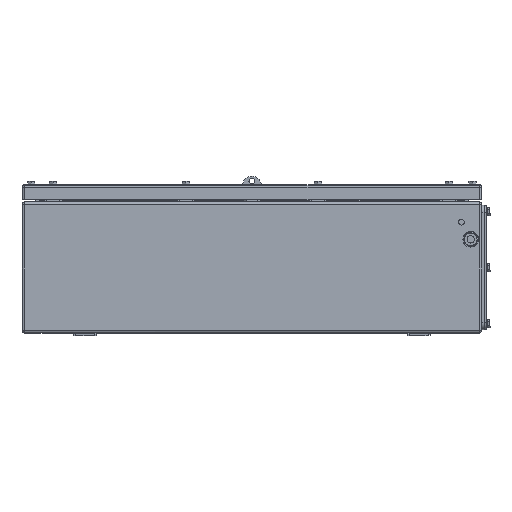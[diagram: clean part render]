
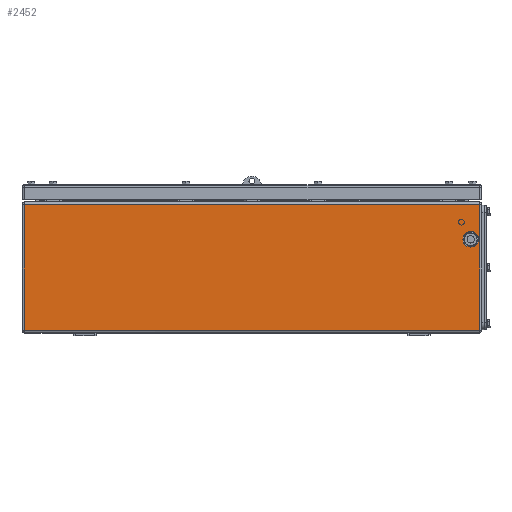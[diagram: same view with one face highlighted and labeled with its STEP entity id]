
A CAD part, left-side view. The second image highlights one B-rep face of the part: STEP entity #2452.
In plain terms, the highlighted planar face has unit normal (-1, 0, 0).
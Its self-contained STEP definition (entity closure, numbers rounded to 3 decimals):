
#2367=AXIS2_PLACEMENT_3D('Plane Axis2P3D',#2364,#2365,#2366) ;
#1650=CARTESIAN_POINT('Vertex',(25.5,14.,176.5)) ;
#1653=CARTESIAN_POINT('Line Origine',(25.5,14.,180.5)) ;
#1657=CARTESIAN_POINT('Vertex',(25.5,14.,7.5)) ;
#2364=CARTESIAN_POINT('Axis2P3D Location',(25.5,631.,180.5)) ;
#2369=CARTESIAN_POINT('Line Origine',(25.5,628.,92.)) ;
#2373=CARTESIAN_POINT('Vertex',(25.5,628.,176.5)) ;
#2375=CARTESIAN_POINT('Vertex',(25.5,628.,7.5)) ;
#2378=CARTESIAN_POINT('Line Origine',(25.5,321.,7.5)) ;
#2383=CARTESIAN_POINT('Line Origine',(25.5,321.,176.5)) ;
#2394=CARTESIAN_POINT('Line Origine',(25.5,31.15,130.)) ;
#2398=CARTESIAN_POINT('Vertex',(25.5,31.15,134.96)) ;
#2400=CARTESIAN_POINT('Vertex',(25.5,31.15,125.04)) ;
#2404=CARTESIAN_POINT('Control Point',(25.5,20.85,134.96)) ;
#2405=CARTESIAN_POINT('Control Point',(25.5,21.304,135.432)) ;
#2406=CARTESIAN_POINT('Control Point',(25.5,21.813,135.851)) ;
#2407=CARTESIAN_POINT('Control Point',(25.5,22.367,136.211)) ;
#2408=CARTESIAN_POINT('Control Point',(25.5,23.549,136.796)) ;
#2409=CARTESIAN_POINT('Control Point',(25.5,24.832,137.1)) ;
#2410=CARTESIAN_POINT('Control Point',(25.5,25.488,137.177)) ;
#2411=CARTESIAN_POINT('Control Point',(25.5,26.806,137.18)) ;
#2412=CARTESIAN_POINT('Control Point',(25.5,28.091,136.885)) ;
#2413=CARTESIAN_POINT('Control Point',(25.5,28.714,136.664)) ;
#2414=CARTESIAN_POINT('Control Point',(25.5,29.609,136.225)) ;
#2415=CARTESIAN_POINT('Control Point',(25.5,30.411,135.642)) ;
#2416=CARTESIAN_POINT('Control Point',(25.5,30.671,135.429)) ;
#2417=CARTESIAN_POINT('Control Point',(25.5,30.918,135.201)) ;
#2418=CARTESIAN_POINT('Control Point',(25.5,31.15,134.96)) ;
#2419=CARTESIAN_POINT('Vertex',(25.5,20.85,134.96)) ;
#2422=CARTESIAN_POINT('Line Origine',(25.5,20.85,130.)) ;
#2426=CARTESIAN_POINT('Vertex',(25.5,20.85,125.04)) ;
#2430=CARTESIAN_POINT('Control Point',(25.5,31.15,125.04)) ;
#2431=CARTESIAN_POINT('Control Point',(25.5,30.696,124.568)) ;
#2432=CARTESIAN_POINT('Control Point',(25.5,30.187,124.149)) ;
#2433=CARTESIAN_POINT('Control Point',(25.5,29.633,123.789)) ;
#2434=CARTESIAN_POINT('Control Point',(25.5,28.451,123.204)) ;
#2435=CARTESIAN_POINT('Control Point',(25.5,27.168,122.9)) ;
#2436=CARTESIAN_POINT('Control Point',(25.5,26.512,122.823)) ;
#2437=CARTESIAN_POINT('Control Point',(25.5,25.194,122.82)) ;
#2438=CARTESIAN_POINT('Control Point',(25.5,23.909,123.115)) ;
#2439=CARTESIAN_POINT('Control Point',(25.5,23.286,123.336)) ;
#2440=CARTESIAN_POINT('Control Point',(25.5,22.391,123.775)) ;
#2441=CARTESIAN_POINT('Control Point',(25.5,21.589,124.358)) ;
#2442=CARTESIAN_POINT('Control Point',(25.5,21.329,124.571)) ;
#2443=CARTESIAN_POINT('Control Point',(25.5,21.082,124.799)) ;
#2444=CARTESIAN_POINT('Control Point',(25.5,20.85,125.04)) ;
#1654=DIRECTION('Vector Direction',(0.,0.,-1.)) ;
#2365=DIRECTION('Axis2P3D Direction',(1.,0.,0.)) ;
#2366=DIRECTION('Axis2P3D XDirection',(0.,1.,0.)) ;
#2370=DIRECTION('Vector Direction',(0.,0.,-1.)) ;
#2379=DIRECTION('Vector Direction',(0.,-1.,0.)) ;
#2384=DIRECTION('Vector Direction',(0.,1.,0.)) ;
#2395=DIRECTION('Vector Direction',(0.,0.,-1.)) ;
#2423=DIRECTION('Vector Direction',(0.,0.,1.)) ;
#1655=VECTOR('Line Direction',#1654,1.) ;
#2371=VECTOR('Line Direction',#2370,1.) ;
#2380=VECTOR('Line Direction',#2379,1.) ;
#2385=VECTOR('Line Direction',#2384,1.) ;
#2396=VECTOR('Line Direction',#2395,1.) ;
#2424=VECTOR('Line Direction',#2423,1.) ;
#2389=ORIENTED_EDGE('',*,*,#2377,.T.) ;
#2390=ORIENTED_EDGE('',*,*,#2382,.T.) ;
#2391=ORIENTED_EDGE('',*,*,#1659,.T.) ;
#2392=ORIENTED_EDGE('',*,*,#2387,.T.) ;
#2447=ORIENTED_EDGE('',*,*,#2402,.F.) ;
#2448=ORIENTED_EDGE('',*,*,#2421,.F.) ;
#2449=ORIENTED_EDGE('',*,*,#2428,.F.) ;
#2450=ORIENTED_EDGE('',*,*,#2445,.F.) ;
#2451=FACE_BOUND('',#2446,.T.) ;
#2452=ADVANCED_FACE('40797_ASM_GH_KTB_MH_XXXxXXXxXXX_YGP_S3D-1/GH-1-solid1',(#2393,#2451),#2368,.F.) ;
#2403=B_SPLINE_CURVE_WITH_KNOTS('',5,(#2404,#2405,#2406,#2407,#2408,#2409,#2410,#2411,#2412,#2413,#2414,#2415,#2416,#2417,#2418),.UNSPECIFIED.,.F.,.U.,(6,3,3,3,6),(0.,4.631,9.263,13.894,16.264),.UNSPECIFIED.) ;
#2429=B_SPLINE_CURVE_WITH_KNOTS('',5,(#2430,#2431,#2432,#2433,#2434,#2435,#2436,#2437,#2438,#2439,#2440,#2441,#2442,#2443,#2444),.UNSPECIFIED.,.F.,.U.,(6,3,3,3,6),(0.,4.631,9.263,13.894,16.264),.UNSPECIFIED.) ;
#1659=EDGE_CURVE('',#1658,#1651,#1656,.F.) ;
#2377=EDGE_CURVE('',#2374,#2376,#2372,.T.) ;
#2382=EDGE_CURVE('',#2376,#1658,#2381,.T.) ;
#2387=EDGE_CURVE('',#1651,#2374,#2386,.T.) ;
#2402=EDGE_CURVE('',#2399,#2401,#2397,.T.) ;
#2421=EDGE_CURVE('',#2420,#2399,#2403,.T.) ;
#2428=EDGE_CURVE('',#2427,#2420,#2425,.T.) ;
#2445=EDGE_CURVE('',#2401,#2427,#2429,.T.) ;
#2388=EDGE_LOOP('',(#2389,#2390,#2391,#2392)) ;
#2446=EDGE_LOOP('',(#2447,#2448,#2449,#2450)) ;
#2393=FACE_OUTER_BOUND('',#2388,.T.) ;
#1656=LINE('Line',#1653,#1655) ;
#2372=LINE('Line',#2369,#2371) ;
#2381=LINE('Line',#2378,#2380) ;
#2386=LINE('Line',#2383,#2385) ;
#2397=LINE('Line',#2394,#2396) ;
#2425=LINE('Line',#2422,#2424) ;
#2368=PLANE('',#2367) ;
#1651=VERTEX_POINT('',#1650) ;
#1658=VERTEX_POINT('',#1657) ;
#2374=VERTEX_POINT('',#2373) ;
#2376=VERTEX_POINT('',#2375) ;
#2399=VERTEX_POINT('',#2398) ;
#2401=VERTEX_POINT('',#2400) ;
#2420=VERTEX_POINT('',#2419) ;
#2427=VERTEX_POINT('',#2426) ;
